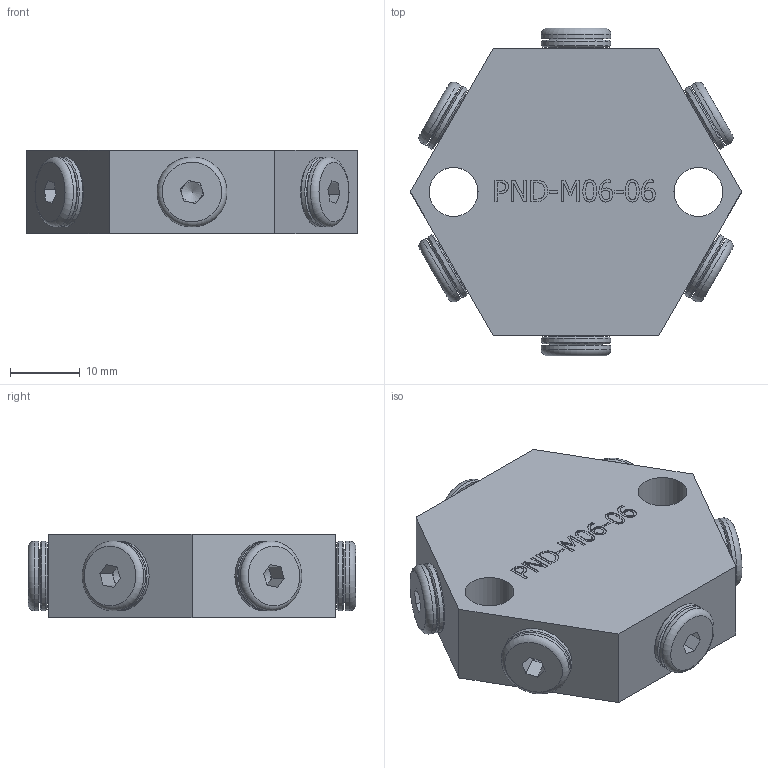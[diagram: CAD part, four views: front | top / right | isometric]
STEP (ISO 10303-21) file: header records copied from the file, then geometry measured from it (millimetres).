
FILE_DESCRIPTION(/* description */ (''),/* implementation_level */ '2;1');
FILE_NAME(/* name */ 'PND-M06-06.stp',/* time_stamp */ '2025-01-06T16:41:01-03:00',/* author */ ('Jefferson'),/* organization */ (''),/* preprocessor_version */ 'ST-DEVELOPER v19',/* originating_system */ 'Autodesk Inventor 2023',/* authorisation */ '');
FILE_SCHEMA (('AUTOMOTIVE_DESIGN { 1 0 10303 214 3 1 1 }'));
Length unit declared in the file: millimetre
Products named in the file (4): PND-M06-06; PND-M06-06_1; PNK-M06-AV; DNK-0080
Assembly tree (13 placements, depth 2):
  PND-M06-06
    PND-M06-06_1
    PNK-M06-AV  x6
    DNK-0080  x6
Bounding box: 47.34 x 46.84 x 12 mm (x, y, z)
Volume: 16106.3 mm3; surface area: 9571.1 mm2
Topology: 13 solids, 13 shells, 375 faces, 884 edges, 565 vertices
Faces by surface type: plane 187, bspline 78, cylinder 50, cone 42, torus 18
Full cylindrical faces by diameter (mm): 4.7 x6, 4.917 x6, 5.6 x6, 6 x6, 6.7 x12, 7 x2, 10 x12
Entity records: 6662 total; most frequent: CARTESIAN_POINT 2059, ORIENTED_EDGE 1006, DIRECTION 673, EDGE_CURVE 503, VERTEX_POINT 330, LINE 289, VECTOR 289, EDGE_LOOP 227
